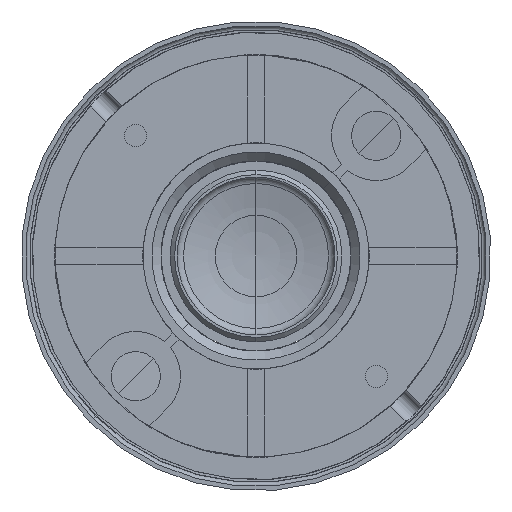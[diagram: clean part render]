
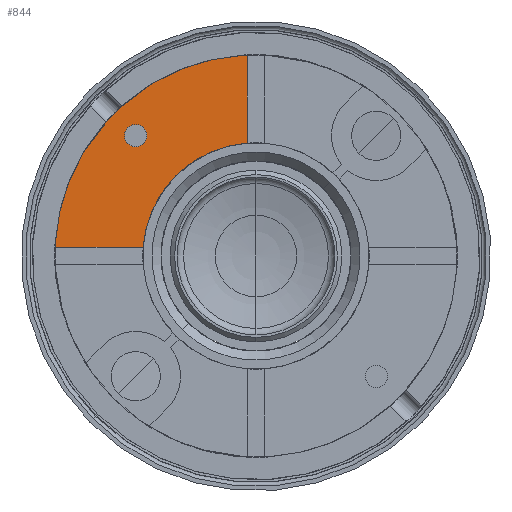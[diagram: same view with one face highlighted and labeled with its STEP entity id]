
A CAD part, front view. The second image highlights one B-rep face of the part: STEP entity #844.
In plain terms, the highlighted planar face has unit normal (0, -1, 0).
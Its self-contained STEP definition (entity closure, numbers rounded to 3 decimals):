
#96 = EDGE_LOOP ( 'NONE', ( #8635, #10896 ) ) ;
#97 = DIRECTION ( 'NONE',  ( 0., 1., 0. ) ) ;
#208 = EDGE_CURVE ( 'NONE', #10342, #1612, #2643, .T. ) ;
#787 = CARTESIAN_POINT ( 'NONE',  ( -38., 4., 0. ) ) ;
#844 = ADVANCED_FACE ( 'NONE', ( #6307, #9837 ), #2350, .F. ) ;
#959 = AXIS2_PLACEMENT_3D ( 'NONE', #1651, #97, #5427 ) ;
#1172 = AXIS2_PLACEMENT_3D ( 'NONE', #4910, #7765, #11485 ) ;
#1434 = VERTEX_POINT ( 'NONE', #4196 ) ;
#1612 = VERTEX_POINT ( 'NONE', #9022 ) ;
#1651 = CARTESIAN_POINT ( 'NONE',  ( -38., 4., 0. ) ) ;
#1670 = EDGE_CURVE ( 'NONE', #1434, #6208, #9685, .T. ) ;
#2077 = DIRECTION ( 'NONE',  ( -0.707, 0., -0.707 ) ) ;
#2235 = DIRECTION ( 'NONE',  ( 0.707, 0., -0.707 ) ) ;
#2350 = PLANE ( 'NONE',  #7709 ) ;
#2643 = CIRCLE ( 'NONE', #2836, 2.5 ) ;
#2836 = AXIS2_PLACEMENT_3D ( 'NONE', #787, #8178, #8964 ) ;
#2862 = CARTESIAN_POINT ( 'NONE',  ( -19.248, 4., -16.42 ) ) ;
#3047 = LINE ( 'NONE', #2862, #7057 ) ;
#3254 = DIRECTION ( 'NONE',  ( 0., 1., 0. ) ) ;
#3465 = EDGE_CURVE ( 'NONE', #1612, #10342, #7768, .T. ) ;
#4029 = EDGE_CURVE ( 'NONE', #7462, #11221, #9329, .T. ) ;
#4196 = CARTESIAN_POINT ( 'NONE',  ( -33.203, 4., -30.374 ) ) ;
#4420 = AXIS2_PLACEMENT_3D ( 'NONE', #8424, #5597, #11142 ) ;
#4717 = ORIENTED_EDGE ( 'NONE', *, *, #8153, .F. ) ;
#4910 = CARTESIAN_POINT ( 'NONE',  ( 0., 4., 0. ) ) ;
#5427 = DIRECTION ( 'NONE',  ( 0., 0., 1. ) ) ;
#5597 = DIRECTION ( 'NONE',  ( 0., 1., 0. ) ) ;
#5692 = ORIENTED_EDGE ( 'NONE', *, *, #1670, .F. ) ;
#5708 = EDGE_CURVE ( 'NONE', #6208, #7462, #7663, .T. ) ;
#5769 = CARTESIAN_POINT ( 'NONE',  ( -33.203, 4., 30.374 ) ) ;
#5868 = CARTESIAN_POINT ( 'NONE',  ( -33.203, 4., 30.374 ) ) ;
#6208 = VERTEX_POINT ( 'NONE', #5868 ) ;
#6307 = FACE_BOUND ( 'NONE', #96, .T. ) ;
#6358 = EDGE_LOOP ( 'NONE', ( #4717, #11740, #10465, #5692 ) ) ;
#6911 = CARTESIAN_POINT ( 'NONE',  ( -19.248, 4., -16.42 ) ) ;
#7057 = VECTOR ( 'NONE', #2077, 1000. ) ;
#7462 = VERTEX_POINT ( 'NONE', #7538 ) ;
#7538 = CARTESIAN_POINT ( 'NONE',  ( -19.248, 4., 16.42 ) ) ;
#7663 = LINE ( 'NONE', #5769, #11900 ) ;
#7709 = AXIS2_PLACEMENT_3D ( 'NONE', #10023, #3254, #8933 ) ;
#7765 = DIRECTION ( 'NONE',  ( 0., -1., 0. ) ) ;
#7768 = CIRCLE ( 'NONE', #959, 2.5 ) ;
#8153 = EDGE_CURVE ( 'NONE', #11221, #1434, #3047, .T. ) ;
#8178 = DIRECTION ( 'NONE',  ( 0., 1., 0. ) ) ;
#8424 = CARTESIAN_POINT ( 'NONE',  ( 0., 4., 0. ) ) ;
#8635 = ORIENTED_EDGE ( 'NONE', *, *, #3465, .T. ) ;
#8873 = CARTESIAN_POINT ( 'NONE',  ( -38., 4., -2.5 ) ) ;
#8933 = DIRECTION ( 'NONE',  ( 0., 0., 1. ) ) ;
#8964 = DIRECTION ( 'NONE',  ( 0., 0., 1. ) ) ;
#9022 = CARTESIAN_POINT ( 'NONE',  ( -38., 4., 2.5 ) ) ;
#9329 = CIRCLE ( 'NONE', #1172, 25.3 ) ;
#9685 = CIRCLE ( 'NONE', #4420, 45. ) ;
#9837 = FACE_OUTER_BOUND ( 'NONE', #6358, .T. ) ;
#10023 = CARTESIAN_POINT ( 'NONE',  ( 0., 4., 0. ) ) ;
#10342 = VERTEX_POINT ( 'NONE', #8873 ) ;
#10465 = ORIENTED_EDGE ( 'NONE', *, *, #5708, .F. ) ;
#10896 = ORIENTED_EDGE ( 'NONE', *, *, #208, .T. ) ;
#11142 = DIRECTION ( 'NONE',  ( 1., 0., 0. ) ) ;
#11221 = VERTEX_POINT ( 'NONE', #6911 ) ;
#11485 = DIRECTION ( 'NONE',  ( 1., 0., 0. ) ) ;
#11740 = ORIENTED_EDGE ( 'NONE', *, *, #4029, .F. ) ;
#11900 = VECTOR ( 'NONE', #2235, 1000. ) ;
